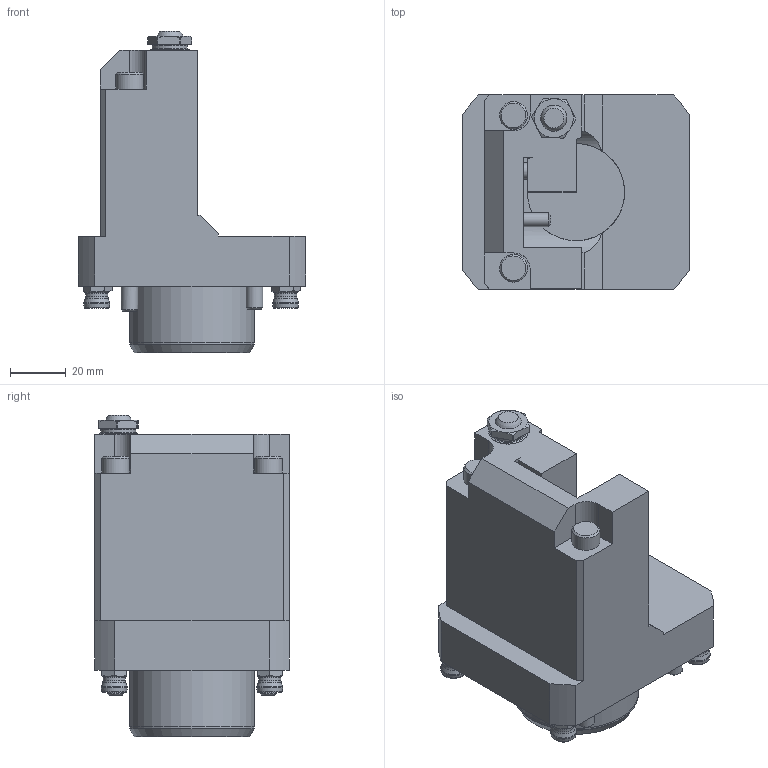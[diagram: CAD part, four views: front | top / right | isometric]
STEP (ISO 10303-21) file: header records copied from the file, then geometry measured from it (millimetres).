
FILE_DESCRIPTION(/* description */ (''),/* implementation_level */ '2;1');
FILE_NAME(/* name */ 'W7040108_A__specification_W7040108_A_2_.stp',/* time_stamp */ '2015-07-31T12:01:56+02:00',/* author */ (''),/* organization */ (''),/* preprocessor_version */ 'ST-DEVELOPER v15',/* originating_system */ 'SIEMENS PLM Software NX 9.0',/* authorisation */ '');
FILE_SCHEMA (('AUTOMOTIVE_DESIGN { 1 0 10303 214 3 1 1 1 }'));
Length unit declared in the file: millimetre
Products named in the file (1): _
Bounding box: 82 x 70 x 115.87 mm (x, y, z)
Volume: 266927.3 mm3; surface area: 41246.7 mm2
Topology: 1 solids, 4 shells, 173 faces, 423 edges, 272 vertices
Faces by surface type: plane 81, cylinder 38, cone 33, torus 19, sphere 2
Full cylindrical faces by diameter (mm): 5 x1, 6 x7, 8 x4, 10 x2, 12.6 x1, 14 x1, 34.999 x1, 45 x2
Entity records: 4860 total; most frequent: CARTESIAN_POINT 1047, DIRECTION 764, ORIENTED_EDGE 698, EDGE_CURVE 349, AXIS2_PLACEMENT_3D 298, VERTEX_POINT 255, EDGE_LOOP 249, ADVANCED_FACE 173
